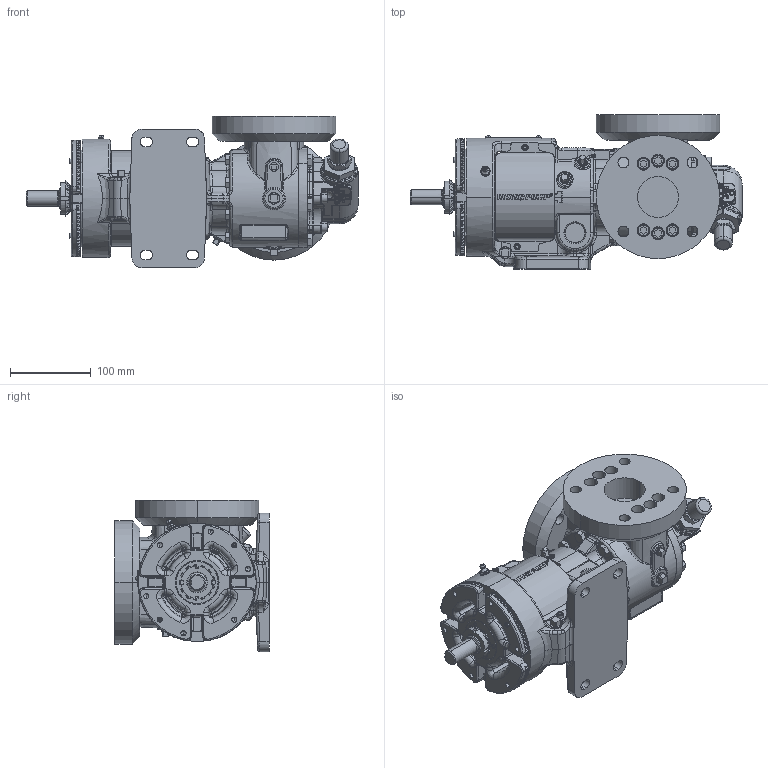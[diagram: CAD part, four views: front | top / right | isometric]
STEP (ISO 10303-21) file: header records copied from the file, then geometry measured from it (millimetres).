
FILE_DESCRIPTION (( 'STEP AP214' ), '1' );
FILE_NAME ('HV-4191.STEP', '2024-04-02T21:18:40', ( '' ), ( '' ), 'SwSTEP 2.0', 'SolidWorks 2022', '' );
FILE_SCHEMA (( 'AUTOMOTIVE_DESIGN' ));
Length unit declared in the file: inch
Products named in the file (1): HV-4191
Bounding box: 410.15 x 190.5 x 187.32 mm (x, y, z)
Volume: 4390730.4 mm3; surface area: 446719.1 mm2
Topology: 1 solids, 13 shells, 5093 faces, 12955 edges, 8116 vertices
Faces by surface type: plane 1768, bspline 1562, cylinder 1000, cone 540, torus 129, sphere 94
Entity records: 281595 total; most frequent: CARTESIAN_POINT 104797, ORIENTED_EDGE 25734, DIRECTION 18755, EDGE_CURVE 12867, VERTEX_POINT 8108, AXIS2_PLACEMENT_3D 6609, VECTOR 5537, LINE 5537
